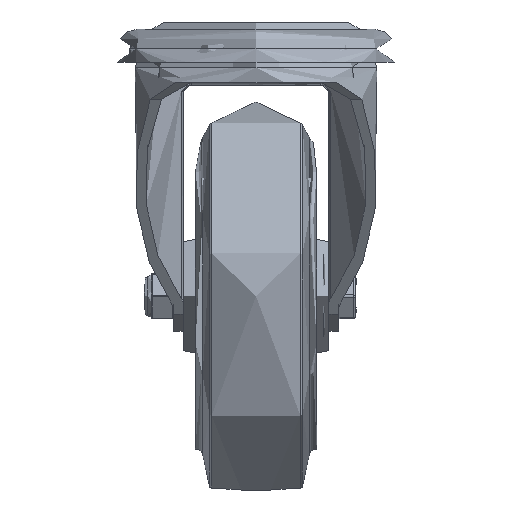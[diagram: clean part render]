
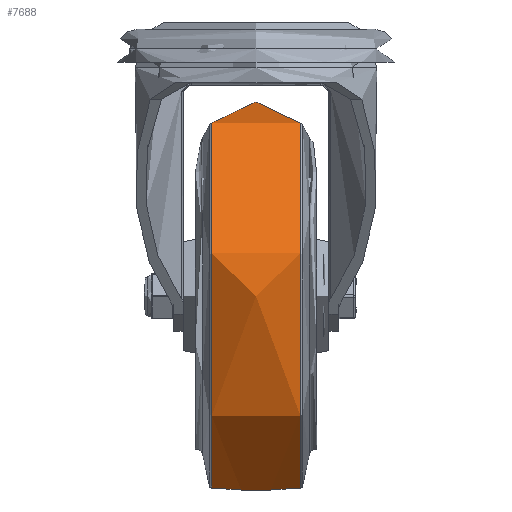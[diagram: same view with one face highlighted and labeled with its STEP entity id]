
A CAD part, left-side view. The second image highlights one B-rep face of the part: STEP entity #7688.
In plain terms, the highlighted free-form (B-spline) face has degree [2, 2] with [3, 9] control points.
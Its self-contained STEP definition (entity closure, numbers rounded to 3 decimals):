
#36=(
BOUNDED_SURFACE()
B_SPLINE_SURFACE(2,2,((#13364,#13365,#13366,#13367,#13368,#13369,#13370,
#13371,#13372),(#13373,#13374,#13375,#13376,#13377,#13378,#13379,#13380,
#13381),(#13382,#13383,#13384,#13385,#13386,#13387,#13388,#13389,#13390)),
 .UNSPECIFIED.,.F.,.T.,.F.)
B_SPLINE_SURFACE_WITH_KNOTS((3,3),(3,2,2,2,3),(-0.101,0.101),
(-3.142,-1.571,0.,1.571,3.142),
 .UNSPECIFIED.)
GEOMETRIC_REPRESENTATION_ITEM()
RATIONAL_B_SPLINE_SURFACE(((1.,0.707,1.,0.707,1.,
0.707,1.,0.707,1.),(0.995,0.703,
0.995,0.703,0.995,0.703,
0.995,0.703,0.995),(1.,0.707,
1.,0.707,1.,0.707,1.,0.707,1.)))
REPRESENTATION_ITEM('')
SURFACE()
);
#2181=FACE_OUTER_BOUND('',#2656,.T.);
#2656=EDGE_LOOP('',(#5981,#5982,#5983,#5984));
#3084=CIRCLE('',#8365,79.075);
#3085=CIRCLE('',#8366,181.);
#3086=CIRCLE('',#8367,79.075);
#3567=VERTEX_POINT('',#13361);
#3568=VERTEX_POINT('',#13391);
#4438=EDGE_CURVE('',#3567,#3567,#3084,.T.);
#4439=EDGE_CURVE('',#3567,#3568,#3085,.T.);
#4440=EDGE_CURVE('',#3568,#3568,#3086,.T.);
#5981=ORIENTED_EDGE('',*,*,#4438,.F.);
#5982=ORIENTED_EDGE('',*,*,#4439,.T.);
#5983=ORIENTED_EDGE('',*,*,#4440,.T.);
#5984=ORIENTED_EDGE('',*,*,#4439,.F.);
#7688=ADVANCED_FACE('',(#2181),#36,.F.);
#8365=AXIS2_PLACEMENT_3D('',#13363,#9596,#9597);
#8366=AXIS2_PLACEMENT_3D('',#13392,#9598,#9599);
#8367=AXIS2_PLACEMENT_3D('',#13393,#9600,#9601);
#9596=DIRECTION('center_axis',(0.,1.,0.));
#9597=DIRECTION('ref_axis',(0.,0.,
1.));
#9598=DIRECTION('center_axis',(-1.,0.,0.));
#9599=DIRECTION('ref_axis',(0.,0.,
-1.));
#9600=DIRECTION('center_axis',(0.,1.,0.));
#9601=DIRECTION('ref_axis',(0.,0.,
1.));
#13361=CARTESIAN_POINT('',(0.,18.279,-79.075));
#13363=CARTESIAN_POINT('Origin',(0.,18.279,
0.));
#13364=CARTESIAN_POINT('Ctrl Pts',(0.,-18.279,
-79.075));
#13365=CARTESIAN_POINT('Ctrl Pts',(-79.075,-18.279,
-79.075));
#13366=CARTESIAN_POINT('Ctrl Pts',(-79.075,-18.279,
0.));
#13367=CARTESIAN_POINT('Ctrl Pts',(-79.075,-18.279,
79.075));
#13368=CARTESIAN_POINT('Ctrl Pts',(0.,-18.279,
79.075));
#13369=CARTESIAN_POINT('Ctrl Pts',(79.075,-18.279,79.075));
#13370=CARTESIAN_POINT('Ctrl Pts',(79.075,-18.279,0.));
#13371=CARTESIAN_POINT('Ctrl Pts',(79.075,-18.279,-79.075));
#13372=CARTESIAN_POINT('Ctrl Pts',(0.,-18.279,
-79.075));
#13373=CARTESIAN_POINT('Ctrl Pts',(0.,0.,
-80.93));
#13374=CARTESIAN_POINT('Ctrl Pts',(-80.93,0.,
-80.93));
#13375=CARTESIAN_POINT('Ctrl Pts',(-80.93,0.,
0.));
#13376=CARTESIAN_POINT('Ctrl Pts',(-80.93,0.,
80.93));
#13377=CARTESIAN_POINT('Ctrl Pts',(0.,0.,
80.93));
#13378=CARTESIAN_POINT('Ctrl Pts',(80.93,0.,
80.93));
#13379=CARTESIAN_POINT('Ctrl Pts',(80.93,0.,
0.));
#13380=CARTESIAN_POINT('Ctrl Pts',(80.93,0.,
-80.93));
#13381=CARTESIAN_POINT('Ctrl Pts',(0.,0.,
-80.93));
#13382=CARTESIAN_POINT('Ctrl Pts',(0.,18.279,
-79.075));
#13383=CARTESIAN_POINT('Ctrl Pts',(-79.075,18.279,-79.075));
#13384=CARTESIAN_POINT('Ctrl Pts',(-79.075,18.279,0.));
#13385=CARTESIAN_POINT('Ctrl Pts',(-79.075,18.279,79.075));
#13386=CARTESIAN_POINT('Ctrl Pts',(0.,18.279,
79.075));
#13387=CARTESIAN_POINT('Ctrl Pts',(79.075,18.279,79.075));
#13388=CARTESIAN_POINT('Ctrl Pts',(79.075,18.279,0.));
#13389=CARTESIAN_POINT('Ctrl Pts',(79.075,18.279,-79.075));
#13390=CARTESIAN_POINT('Ctrl Pts',(0.,18.279,
-79.075));
#13391=CARTESIAN_POINT('',(0.,-18.279,-79.075));
#13392=CARTESIAN_POINT('Origin',(0.,0.,
101.));
#13393=CARTESIAN_POINT('Origin',(0.,-18.279,
0.));
